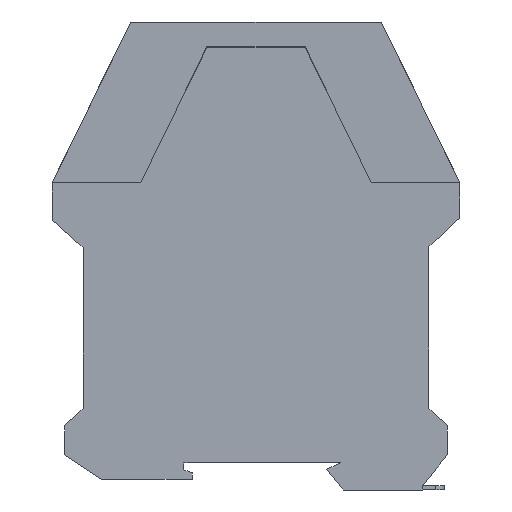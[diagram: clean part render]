
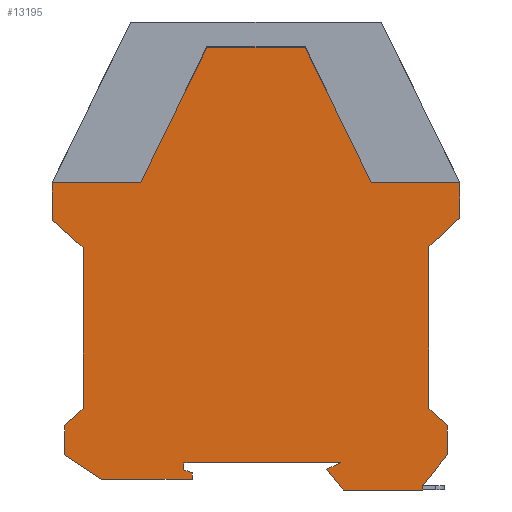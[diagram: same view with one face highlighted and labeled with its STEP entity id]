
A CAD part, left-side view. The second image highlights one B-rep face of the part: STEP entity #13195.
In plain terms, the highlighted planar face has unit normal (-1, 0, 0).
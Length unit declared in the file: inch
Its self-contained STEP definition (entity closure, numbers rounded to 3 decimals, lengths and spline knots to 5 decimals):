
#11490=DIRECTION('',(0.,0.,1.));
#11491=VECTOR('',#11490,39.02198);
#11492=CARTESIAN_POINT('',(224.90842,106.02993,7.71343));
#11493=LINE('',#11492,#11491);
#11518=DIRECTION('',(0.,0.,1.));
#11519=VECTOR('',#11518,9.05769);
#11520=CARTESIAN_POINT('',(224.90842,113.52993,53.37003));
#11521=LINE('',#11520,#11519);
#11582=DIRECTION('',(0.,-1.,0.));
#11583=VECTOR('',#11582,21.5);
#11584=CARTESIAN_POINT('',(224.90842,113.52993,62.42772));
#11585=LINE('',#11584,#11583);
#11886=DIRECTION('',(0.,0.,-1.));
#11887=VECTOR('',#11886,1.59338);
#11888=CARTESIAN_POINT('',(224.90842,79.52993,
-7.9789));
#11889=LINE('',#11888,#11887);
#11898=DIRECTION('',(0.,1.,0.));
#11899=VECTOR('',#11898,22.);
#11900=CARTESIAN_POINT('',(224.90842,79.52993,
-9.57228));
#11901=LINE('',#11900,#11899);
#11914=DIRECTION('',(0.,0.,1.));
#11915=VECTOR('',#11914,7.);
#11916=CARTESIAN_POINT('',(224.90842,110.52993,
-3.57228));
#11917=LINE('',#11916,#11915);
#11930=DIRECTION('',(0.,0.93,0.366));
#11931=VECTOR('',#11930,2.1495);
#11932=CARTESIAN_POINT('',(224.90842,79.52993,
-7.9789));
#11933=LINE('',#11932,#11931);
#11934=DIRECTION('',(0.,-0.832,-0.555));
#11935=VECTOR('',#11934,10.81665);
#11936=CARTESIAN_POINT('',(224.90842,110.52993,
-3.57228));
#11937=LINE('',#11936,#11935);
#11938=DIRECTION('',(0.,0.724,-0.69));
#11939=VECTOR('',#11938,6.21429);
#11940=CARTESIAN_POINT('',(224.90842,106.02993,7.71343));
#11941=LINE('',#11940,#11939);
#11942=DIRECTION('',(0.,-0.749,-0.663));
#11943=VECTOR('',#11942,10.0134);
#11944=CARTESIAN_POINT('',(224.90842,113.52993,53.37003));
#11945=LINE('',#11944,#11943);
#11946=DIRECTION('',(0.,0.438,-0.899));
#11947=VECTOR('',#11946,36.70787);
#11948=CARTESIAN_POINT('',(224.90842,75.95301,95.42772));
#11949=LINE('',#11948,#11947);
#11950=DIRECTION('',(0.,1.,0.));
#11951=VECTOR('',#11950,23.84615);
#11952=CARTESIAN_POINT('',(224.90842,52.10686,95.42772));
#11953=LINE('',#11952,#11951);
#11954=DIRECTION('',(0.,0.438,0.899));
#11955=VECTOR('',#11954,36.70787);
#11956=CARTESIAN_POINT('',(224.90842,36.02993,62.42772));
#11957=LINE('',#11956,#11955);
#11958=DIRECTION('',(0.,-0.735,0.678));
#11959=VECTOR('',#11958,10.20681);
#11960=CARTESIAN_POINT('',(224.90842,22.02993,46.96618));
#11961=LINE('',#11960,#11959);
#11962=DIRECTION('',(0.,0.724,0.69));
#11963=VECTOR('',#11962,6.21429);
#11964=CARTESIAN_POINT('',(224.90842,17.52993,3.42772));
#11965=LINE('',#11964,#11963);
#11966=DIRECTION('',(0.,-0.625,0.781));
#11967=VECTOR('',#11966,9.60469);
#11968=CARTESIAN_POINT('',(224.90842,23.52993,
-11.07228));
#11969=LINE('',#11968,#11967);
#11970=DIRECTION('',(0.,-1.,0.));
#11971=VECTOR('',#11970,19.30854);
#11972=CARTESIAN_POINT('',(224.90842,42.83847,
-12.14385));
#11973=LINE('',#11972,#11971);
#11974=DIRECTION('',(0.,-0.626,-0.78));
#11975=VECTOR('',#11974,6.44549);
#11976=CARTESIAN_POINT('',(224.90842,46.87223,
-7.11661));
#11977=LINE('',#11976,#11975);
#11978=DIRECTION('',(0.,0.908,-0.419));
#11979=VECTOR('',#11978,3.68184);
#11980=CARTESIAN_POINT('',(224.90842,43.52993,
-5.57228));
#11981=LINE('',#11980,#11979);
#12034=DIRECTION('',(0.,-1.,0.));
#12035=VECTOR('',#12034,21.5);
#12036=CARTESIAN_POINT('',(224.90842,36.02993,62.42772));
#12037=LINE('',#12036,#12035);
#12050=DIRECTION('',(0.,0.,-1.));
#12051=VECTOR('',#12050,8.53846);
#12052=CARTESIAN_POINT('',(224.90842,14.52993,62.42772));
#12053=LINE('',#12052,#12051);
#12074=DIRECTION('',(0.,0.,-1.));
#12075=VECTOR('',#12074,39.25275);
#12076=CARTESIAN_POINT('',(224.90842,22.02993,46.96618));
#12077=LINE('',#12076,#12075);
#12082=DIRECTION('',(0.,0.,-1.));
#12083=VECTOR('',#12082,7.);
#12084=CARTESIAN_POINT('',(224.90842,17.52993,3.42772));
#12085=LINE('',#12084,#12083);
#12106=DIRECTION('',(0.,0.,-1.));
#12107=VECTOR('',#12106,1.07157);
#12108=CARTESIAN_POINT('',(224.90842,23.52993,
-11.07228));
#12109=LINE('',#12108,#12107);
#12142=DIRECTION('',(0.,1.,0.));
#12143=VECTOR('',#12142,34.);
#12144=CARTESIAN_POINT('',(224.90842,43.52993,
-5.57228));
#12145=LINE('',#12144,#12143);
#12154=DIRECTION('',(0.,1.,0.));
#12155=VECTOR('',#12154,4.);
#12156=CARTESIAN_POINT('',(224.90842,77.52993,
-5.57233));
#12157=LINE('',#12156,#12155);
#12166=DIRECTION('',(0.,0.,-1.));
#12167=VECTOR('',#12166,1.61889);
#12168=CARTESIAN_POINT('',(224.90842,81.52993,
-5.57239));
#12169=LINE('',#12168,#12167);
#12282=CARTESIAN_POINT('',(224.90842,106.02993,46.73541));
#12284=VERTEX_POINT('',#12282);
#12287=CARTESIAN_POINT('',(224.90842,106.02993,7.71343));
#12289=VERTEX_POINT('',#12287);
#12290=CARTESIAN_POINT('',(224.90842,113.52993,53.37003));
#12292=VERTEX_POINT('',#12290);
#12296=CARTESIAN_POINT('',(224.90842,110.52993,3.42772));
#12297=VERTEX_POINT('',#12296);
#12304=CARTESIAN_POINT('',(224.90842,110.52993,
-3.57228));
#12305=VERTEX_POINT('',#12304);
#12306=CARTESIAN_POINT('',(224.90842,113.52993,62.42772));
#12307=VERTEX_POINT('',#12306);
#12314=CARTESIAN_POINT('',(224.90842,79.52993,
-7.9789));
#12315=CARTESIAN_POINT('',(224.90842,81.52993,
-7.19128));
#12316=VERTEX_POINT('',#12314);
#12317=VERTEX_POINT('',#12315);
#12324=CARTESIAN_POINT('',(224.90842,101.52993,
-9.57228));
#12325=VERTEX_POINT('',#12324);
#12332=CARTESIAN_POINT('',(224.90842,92.02993,62.42772));
#12333=VERTEX_POINT('',#12332);
#12334=CARTESIAN_POINT('',(224.90842,81.52993,
-5.57239));
#12335=VERTEX_POINT('',#12334);
#12336=CARTESIAN_POINT('',(224.90842,79.52993,
-9.57228));
#12337=VERTEX_POINT('',#12336);
#12346=CARTESIAN_POINT('',(224.90842,75.95301,95.42772));
#12347=VERTEX_POINT('',#12346);
#12348=CARTESIAN_POINT('',(224.90842,77.52993,
-5.57233));
#12349=VERTEX_POINT('',#12348);
#12358=CARTESIAN_POINT('',(224.90842,52.10686,95.42772));
#12359=VERTEX_POINT('',#12358);
#12376=CARTESIAN_POINT('',(224.90842,36.02993,62.42772));
#12377=VERTEX_POINT('',#12376);
#12380=CARTESIAN_POINT('',(224.90842,43.52993,
-5.57228));
#12381=VERTEX_POINT('',#12380);
#12398=CARTESIAN_POINT('',(224.90842,14.52993,62.42772));
#12399=VERTEX_POINT('',#12398);
#12402=CARTESIAN_POINT('',(224.90842,46.87223,
-7.11661));
#12403=VERTEX_POINT('',#12402);
#12424=CARTESIAN_POINT('',(224.90842,23.52993,
-12.14385));
#12425=VERTEX_POINT('',#12424);
#12426=CARTESIAN_POINT('',(224.90842,14.52993,53.88926));
#12427=VERTEX_POINT('',#12426);
#12430=CARTESIAN_POINT('',(224.90842,42.83847,
-12.14385));
#12431=VERTEX_POINT('',#12430);
#12450=CARTESIAN_POINT('',(224.90842,22.02993,46.96618));
#12451=VERTEX_POINT('',#12450);
#12474=CARTESIAN_POINT('',(224.90842,23.52993,
-11.07228));
#12475=VERTEX_POINT('',#12474);
#12476=CARTESIAN_POINT('',(224.90842,22.02993,7.71343));
#12477=VERTEX_POINT('',#12476);
#12496=CARTESIAN_POINT('',(224.90842,17.52993,3.42772));
#12497=VERTEX_POINT('',#12496);
#12498=CARTESIAN_POINT('',(224.90842,17.52993,
-3.57228));
#12499=VERTEX_POINT('',#12498);
#13144=CARTESIAN_POINT('',(224.90842,23.52993,
-5.57228));
#13145=DIRECTION('',(1.,0.,0.));
#13146=DIRECTION('',(0.,1.,0.));
#13147=AXIS2_PLACEMENT_3D('',#13144,#13145,#13146);
#13148=PLANE('',#13147);
#13149=ORIENTED_EDGE('',*,*,#13067,.F.);
#13150=ORIENTED_EDGE('',*,*,#13082,.T.);
#13151=ORIENTED_EDGE('',*,*,#13096,.T.);
#13152=ORIENTED_EDGE('',*,*,#13110,.F.);
#13153=ORIENTED_EDGE('',*,*,#13124,.T.);
#13154=ORIENTED_EDGE('',*,*,#13137,.F.);
#13155=ORIENTED_EDGE('',*,*,#12553,.T.);
#13156=ORIENTED_EDGE('',*,*,#12569,.F.);
#13157=ORIENTED_EDGE('',*,*,#12588,.T.);
#13158=ORIENTED_EDGE('',*,*,#12647,.T.);
#13160=ORIENTED_EDGE('',*,*,#13159,.F.);
#13162=ORIENTED_EDGE('',*,*,#13161,.F.);
#13164=ORIENTED_EDGE('',*,*,#13163,.F.);
#13166=ORIENTED_EDGE('',*,*,#13165,.T.);
#13168=ORIENTED_EDGE('',*,*,#13167,.T.);
#13170=ORIENTED_EDGE('',*,*,#13169,.F.);
#13172=ORIENTED_EDGE('',*,*,#13171,.T.);
#13174=ORIENTED_EDGE('',*,*,#13173,.F.);
#13176=ORIENTED_EDGE('',*,*,#13175,.T.);
#13178=ORIENTED_EDGE('',*,*,#13177,.F.);
#13180=ORIENTED_EDGE('',*,*,#13179,.T.);
#13182=ORIENTED_EDGE('',*,*,#13181,.F.);
#13184=ORIENTED_EDGE('',*,*,#13183,.F.);
#13186=ORIENTED_EDGE('',*,*,#13185,.F.);
#13188=ORIENTED_EDGE('',*,*,#13187,.T.);
#13190=ORIENTED_EDGE('',*,*,#13189,.T.);
#13192=ORIENTED_EDGE('',*,*,#13191,.T.);
#13193=EDGE_LOOP('',(#13149,#13150,#13151,#13152,#13153,#13154,#13155,#13156,
#13157,#13158,#13160,#13162,#13164,#13166,#13168,#13170,#13172,#13174,#13176,
#13178,#13180,#13182,#13184,#13186,#13188,#13190,#13192));
#13194=FACE_OUTER_BOUND('',#13193,.F.);
#12553=EDGE_CURVE('',#12289,#12284,#11493,.T.);
#12569=EDGE_CURVE('',#12292,#12284,#11945,.T.);
#12588=EDGE_CURVE('',#12292,#12307,#11521,.T.);
#12647=EDGE_CURVE('',#12307,#12333,#11585,.T.);
#13067=EDGE_CURVE('',#12316,#12317,#11933,.T.);
#13082=EDGE_CURVE('',#12316,#12337,#11889,.T.);
#13096=EDGE_CURVE('',#12337,#12325,#11901,.T.);
#13110=EDGE_CURVE('',#12305,#12325,#11937,.T.);
#13124=EDGE_CURVE('',#12305,#12297,#11917,.T.);
#13137=EDGE_CURVE('',#12289,#12297,#11941,.T.);
#13159=EDGE_CURVE('',#12347,#12333,#11949,.T.);
#13161=EDGE_CURVE('',#12359,#12347,#11953,.T.);
#13163=EDGE_CURVE('',#12377,#12359,#11957,.T.);
#13165=EDGE_CURVE('',#12377,#12399,#12037,.T.);
#13167=EDGE_CURVE('',#12399,#12427,#12053,.T.);
#13169=EDGE_CURVE('',#12451,#12427,#11961,.T.);
#13171=EDGE_CURVE('',#12451,#12477,#12077,.T.);
#13173=EDGE_CURVE('',#12497,#12477,#11965,.T.);
#13175=EDGE_CURVE('',#12497,#12499,#12085,.T.);
#13177=EDGE_CURVE('',#12475,#12499,#11969,.T.);
#13179=EDGE_CURVE('',#12475,#12425,#12109,.T.);
#13181=EDGE_CURVE('',#12431,#12425,#11973,.T.);
#13183=EDGE_CURVE('',#12403,#12431,#11977,.T.);
#13185=EDGE_CURVE('',#12381,#12403,#11981,.T.);
#13187=EDGE_CURVE('',#12381,#12349,#12145,.T.);
#13189=EDGE_CURVE('',#12349,#12335,#12157,.T.);
#13191=EDGE_CURVE('',#12335,#12317,#12169,.T.);
#13195=ADVANCED_FACE('',(#13194),#13148,.F.);
